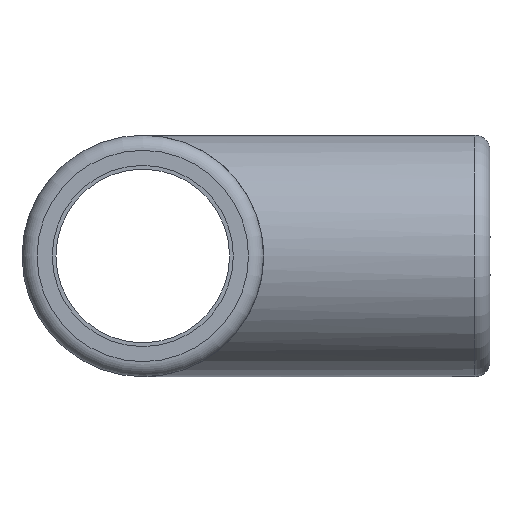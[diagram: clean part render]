
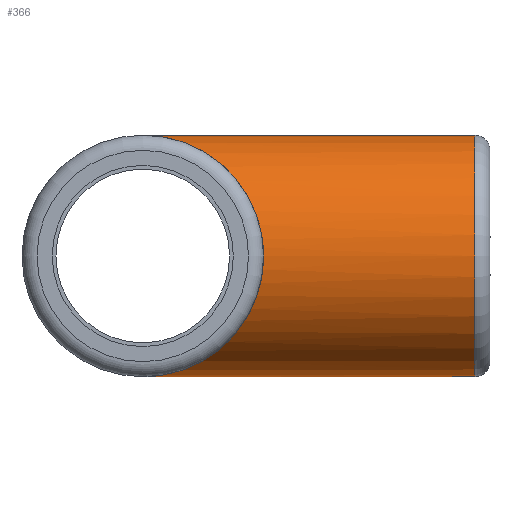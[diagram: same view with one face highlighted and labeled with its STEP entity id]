
A CAD part, front view. The second image highlights one B-rep face of the part: STEP entity #366.
In plain terms, the highlighted cylindrical face has radius 8 mm (diameter 16 mm), a full revolution.
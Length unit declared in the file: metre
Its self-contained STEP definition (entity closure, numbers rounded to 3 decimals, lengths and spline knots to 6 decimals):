
#32=ELLIPSE('',#392,0.011314,0.008);
#33=ELLIPSE('',#393,0.011314,0.008);
#87=ORIENTED_EDGE('',*,*,#134,.T.);
#88=ORIENTED_EDGE('',*,*,#107,.F.);
#89=ORIENTED_EDGE('',*,*,#106,.F.);
#106=EDGE_CURVE('',#140,#141,#32,.F.);
#107=EDGE_CURVE('',#141,#140,#33,.F.);
#134=EDGE_CURVE('',#168,#168,#198,.F.);
#140=VERTEX_POINT('',#598);
#141=VERTEX_POINT('',#599);
#168=VERTEX_POINT('',#678);
#198=CIRCLE('',#444,0.008);
#250=EDGE_LOOP('',(#87));
#251=EDGE_LOOP('',(#88,#89));
#314=FACE_BOUND('',#250,.T.);
#315=FACE_BOUND('',#251,.T.);
#341=CYLINDRICAL_SURFACE('',#443,0.008);
#366=ADVANCED_FACE('',(#314,#315),#341,.T.);
#392=AXIS2_PLACEMENT_3D('',#597,#465,#466);
#393=AXIS2_PLACEMENT_3D('',#600,#467,#468);
#443=AXIS2_PLACEMENT_3D('',#676,#567,#568);
#444=AXIS2_PLACEMENT_3D('',#677,#569,#570);
#465=DIRECTION('',(0.707,0.707,0.));
#466=DIRECTION('',(0.707,-0.707,0.));
#467=DIRECTION('',(0.707,-0.707,0.));
#468=DIRECTION('',(0.707,0.707,0.));
#567=DIRECTION('',(1.,0.,0.));
#568=DIRECTION('',(0.,1.,0.));
#569=DIRECTION('',(1.,0.,0.));
#570=DIRECTION('',(0.,1.,0.));
#597=CARTESIAN_POINT('',(-0.207135,0.101753,0.177032));
#598=CARTESIAN_POINT('',(-0.207135,0.101753,0.169032));
#599=CARTESIAN_POINT('',(-0.207135,0.101753,0.185032));
#600=CARTESIAN_POINT('',(-0.207135,0.101753,0.177032));
#676=CARTESIAN_POINT('',(-0.215137,0.101753,0.177032));
#677=CARTESIAN_POINT('',(-0.185135,0.101753,0.177032));
#678=CARTESIAN_POINT('',(-0.185135,0.109753,0.177032));
